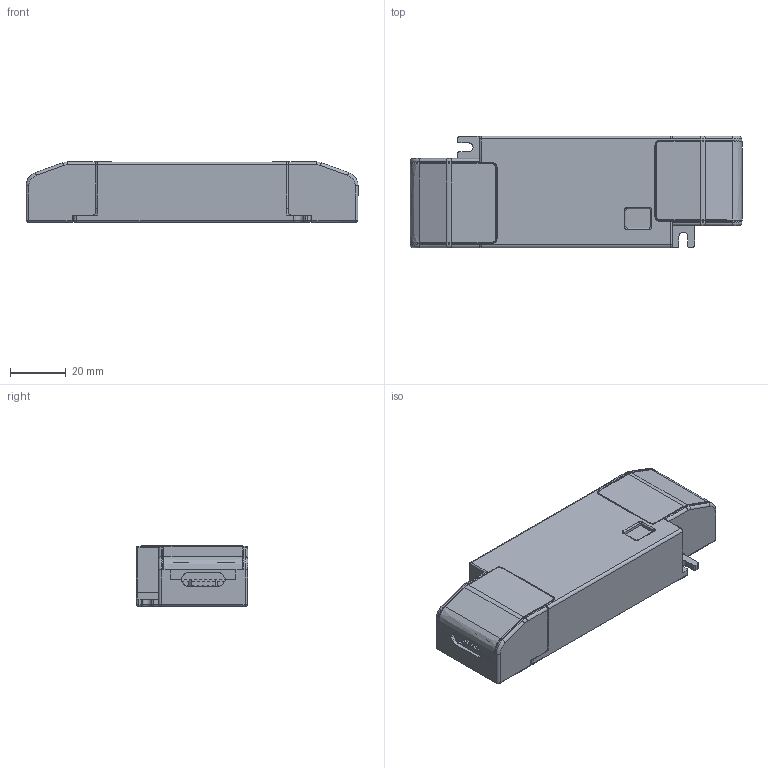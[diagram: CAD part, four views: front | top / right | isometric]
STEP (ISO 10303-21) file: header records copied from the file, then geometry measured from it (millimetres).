
FILE_DESCRIPTION(/* description */ (''),/* implementation_level */ '2;1');
FILE_NAME(/* name */ 'FLS-12~2',/* time_stamp */ '2023-07-05T13:31:34+08:00',/* author */ (''),/* organization */ (''),/* preprocessor_version */ 'ST-DEVELOPER v16.5',/* originating_system */ '',/* authorisation */ '');
FILE_SCHEMA (('AUTOMOTIVE_DESIGN'));
Length unit declared in the file: millimetre
Products named in the file (1): Document
Bounding box: 119 x 40 x 21.52 mm (x, y, z)
Volume: 75185.3 mm3; surface area: 28426.6 mm2
Topology: 3 solids, 3 shells, 1122 faces, 3099 edges, 1972 vertices
Faces by surface type: plane 621, bspline 501
Entity records: 42537 total; most frequent: CARTESIAN_POINT 23762, ORIENTED_EDGE 6198, EDGE_CURVE 3099, B_SPLINE_CURVE_WITH_KNOTS 2243, VERTEX_POINT 1972, EDGE_LOOP 1123, ADVANCED_FACE 1122, FACE_OUTER_BOUND 1122
